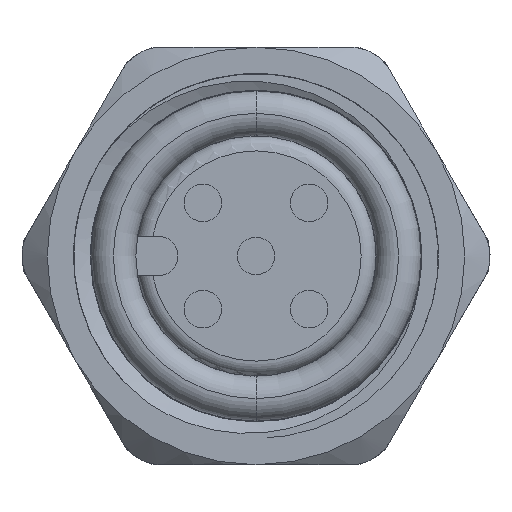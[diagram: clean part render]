
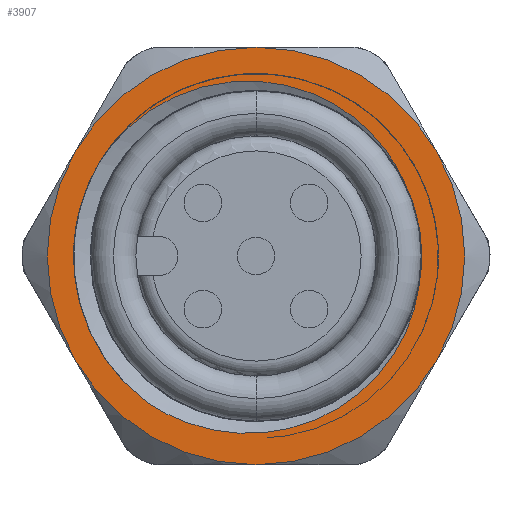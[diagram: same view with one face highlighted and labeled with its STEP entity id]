
A CAD part, left-side view. The second image highlights one B-rep face of the part: STEP entity #3907.
In plain terms, the highlighted planar face has unit normal (-1, 0, 0).
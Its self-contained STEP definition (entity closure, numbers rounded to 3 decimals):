
#361=CARTESIAN_POINT('',(0.,0.,0.));
#362=DIRECTION('',(1.,0.,0.));
#363=DIRECTION('',(0.,-0.866,-0.5));
#364=AXIS2_PLACEMENT_3D('',#361,#362,#363);
#366=CARTESIAN_POINT('',(0.,0.,0.));
#367=DIRECTION('',(1.,0.,0.));
#368=DIRECTION('',(0.,0.,-1.));
#369=AXIS2_PLACEMENT_3D('',#366,#367,#368);
#371=CARTESIAN_POINT('',(0.,0.,0.));
#372=DIRECTION('',(1.,0.,0.));
#373=DIRECTION('',(0.,0.866,0.5));
#374=AXIS2_PLACEMENT_3D('',#371,#372,#373);
#376=CARTESIAN_POINT('',(0.,0.,0.));
#377=DIRECTION('',(1.,0.,0.));
#378=DIRECTION('',(0.,0.,1.));
#379=AXIS2_PLACEMENT_3D('',#376,#377,#378);
#381=CARTESIAN_POINT('',(0.,-4.883,-3.616));
#382=CARTESIAN_POINT('',(0.,-4.748,-3.782));
#383=CARTESIAN_POINT('',(0.,-4.463,-4.097));
#384=CARTESIAN_POINT('',(0.,-3.987,-4.523));
#385=CARTESIAN_POINT('',(0.,-3.463,-4.9));
#386=CARTESIAN_POINT('',(0.,-2.885,-5.227));
#387=CARTESIAN_POINT('',(0.,-2.255,-5.495));
#388=CARTESIAN_POINT('',(0.,-1.579,-5.693));
#389=CARTESIAN_POINT('',(0.,-0.867,-5.811));
#390=CARTESIAN_POINT('',(0.,-0.114,-5.84));
#391=CARTESIAN_POINT('',(0.,0.648,-5.768));
#392=CARTESIAN_POINT('',(0.,1.385,-5.599));
#393=CARTESIAN_POINT('',(0.,2.076,-5.343));
#394=CARTESIAN_POINT('',(0.,2.712,-5.009));
#395=CARTESIAN_POINT('',(0.,3.277,-4.618));
#396=CARTESIAN_POINT('',(0.,3.777,-4.174));
#397=CARTESIAN_POINT('',(0.,4.218,-3.679));
#398=CARTESIAN_POINT('',(0.,4.599,-3.132));
#399=CARTESIAN_POINT('',(0.,4.806,-2.741));
#400=CARTESIAN_POINT('',(0.,4.899,-2.538));
#402=CARTESIAN_POINT('',(0.,-3.616,4.883));
#403=CARTESIAN_POINT('',(0.,-3.829,4.725));
#404=CARTESIAN_POINT('',(0.,-4.229,4.387));
#405=CARTESIAN_POINT('',(0.,-4.759,3.805));
#406=CARTESIAN_POINT('',(0.,-5.209,3.161));
#407=CARTESIAN_POINT('',(0.,-5.574,2.462));
#408=CARTESIAN_POINT('',(0.,-5.849,1.709));
#409=CARTESIAN_POINT('',(0.,-6.023,0.925));
#410=CARTESIAN_POINT('',(0.,-6.092,0.125));
#411=CARTESIAN_POINT('',(0.,-6.056,-0.674));
#412=CARTESIAN_POINT('',(0.,-5.914,-1.468));
#413=CARTESIAN_POINT('',(0.,-5.672,-2.226));
#414=CARTESIAN_POINT('',(0.,-5.335,-2.944));
#415=CARTESIAN_POINT('',(0.,-5.045,-3.397));
#416=CARTESIAN_POINT('',(0.,-4.883,-3.616));
#418=CARTESIAN_POINT('',(0.,5.426,1.));
#419=CARTESIAN_POINT('',(0.,5.402,1.178));
#420=CARTESIAN_POINT('',(0.,5.338,1.529));
#421=CARTESIAN_POINT('',(0.,5.191,2.046));
#422=CARTESIAN_POINT('',(0.,4.996,2.542));
#423=CARTESIAN_POINT('',(0.,4.755,3.018));
#424=CARTESIAN_POINT('',(0.,4.457,3.489));
#425=CARTESIAN_POINT('',(0.,4.085,3.962));
#426=CARTESIAN_POINT('',(0.,3.624,4.432));
#427=CARTESIAN_POINT('',(0.,3.073,4.873));
#428=CARTESIAN_POINT('',(0.,2.437,5.259));
#429=CARTESIAN_POINT('',(0.,1.771,5.554));
#430=CARTESIAN_POINT('',(0.,1.094,5.76));
#431=CARTESIAN_POINT('',(0.,0.403,5.882));
#432=CARTESIAN_POINT('',(0.,-0.302,5.921));
#433=CARTESIAN_POINT('',(0.,-1.006,5.875));
#434=CARTESIAN_POINT('',(0.,-1.7,5.747));
#435=CARTESIAN_POINT('',(0.,-2.373,5.539));
#436=CARTESIAN_POINT('',(0.,-3.018,5.252));
#437=CARTESIAN_POINT('',(0.,-3.421,5.014));
#438=CARTESIAN_POINT('',(0.,-3.616,4.883));
#450=CARTESIAN_POINT('',(0.,0.,0.));
#451=DIRECTION('',(-1.,0.,0.));
#452=DIRECTION('',(0.,-0.866,-0.5));
#453=AXIS2_PLACEMENT_3D('',#450,#451,#452);
#895=CARTESIAN_POINT('',(0.,0.,0.));
#896=DIRECTION('',(-1.,0.,0.));
#897=DIRECTION('',(0.,0.866,0.5));
#898=AXIS2_PLACEMENT_3D('',#895,#896,#897);
#1783=CARTESIAN_POINT('',(0.,0.,0.));
#1784=DIRECTION('',(1.,0.,0.));
#1785=DIRECTION('',(0.,0.888,-0.46));
#1786=AXIS2_PLACEMENT_3D('',#1783,#1784,#1785);
#3578=VERTEX_POINT('',#418);
#3579=VERTEX_POINT('',#438);
#3580=VERTEX_POINT('',#416);
#3581=VERTEX_POINT('',#400);
#3830=CARTESIAN_POINT('',(0.,-6.019,-3.475));
#3831=CARTESIAN_POINT('',(0.,0.,-6.95));
#3832=VERTEX_POINT('',#3830);
#3833=VERTEX_POINT('',#3831);
#3834=CARTESIAN_POINT('',(0.,6.019,-3.475));
#3835=VERTEX_POINT('',#3834);
#3836=CARTESIAN_POINT('',(0.,6.019,3.475));
#3837=CARTESIAN_POINT('',(0.,0.,6.95));
#3838=VERTEX_POINT('',#3836);
#3839=VERTEX_POINT('',#3837);
#3840=CARTESIAN_POINT('',(0.,-6.019,3.475));
#3841=VERTEX_POINT('',#3840);
#3878=CARTESIAN_POINT('',(0.,0.,0.));
#3879=DIRECTION('',(1.,0.,0.));
#3880=DIRECTION('',(0.,-1.,0.));
#3881=AXIS2_PLACEMENT_3D('',#3878,#3879,#3880);
#3882=PLANE('',#3881);
#3884=ORIENTED_EDGE('',*,*,#3883,.F.);
#3886=ORIENTED_EDGE('',*,*,#3885,.T.);
#3888=ORIENTED_EDGE('',*,*,#3887,.T.);
#3890=ORIENTED_EDGE('',*,*,#3889,.F.);
#3892=ORIENTED_EDGE('',*,*,#3891,.T.);
#3894=ORIENTED_EDGE('',*,*,#3893,.T.);
#3895=EDGE_LOOP('',(#3884,#3886,#3888,#3890,#3892,#3894));
#3896=FACE_OUTER_BOUND('',#3895,.F.);
#3898=ORIENTED_EDGE('',*,*,#3897,.F.);
#3900=ORIENTED_EDGE('',*,*,#3899,.F.);
#3902=ORIENTED_EDGE('',*,*,#3901,.F.);
#3904=ORIENTED_EDGE('',*,*,#3903,.F.);
#3905=EDGE_LOOP('',(#3898,#3900,#3902,#3904));
#3906=FACE_BOUND('',#3905,.F.);
#3907=ADVANCED_FACE('',(#3896,#3906),#3882,.F.);
#365=CIRCLE('',#364,6.95);
#370=CIRCLE('',#369,6.95);
#375=CIRCLE('',#374,6.95);
#380=CIRCLE('',#379,6.95);
#401=B_SPLINE_CURVE_WITH_KNOTS('',3,(#381,#382,#383,#384,#385,#386,#387,#388,
#389,#390,#391,#392,#393,#394,#395,#396,#397,#398,#399,#400),.UNSPECIFIED.,.F.,
.F.,(4,1,1,1,1,1,1,1,1,1,1,1,1,1,1,1,1,4),(0.,0.059,
0.118,0.176,0.235,0.294,
0.353,0.412,0.471,0.529,
0.588,0.647,0.706,0.765,
0.824,0.882,0.941,1.),.UNSPECIFIED.);
#417=B_SPLINE_CURVE_WITH_KNOTS('',3,(#402,#403,#404,#405,#406,#407,#408,#409,
#410,#411,#412,#413,#414,#415,#416),.UNSPECIFIED.,.F.,.F.,(4,1,1,1,1,1,1,1,1,1,
1,1,4),(0.,0.083,0.167,0.25,0.333,
0.417,0.5,0.583,0.667,0.75,
0.833,0.917,1.),.UNSPECIFIED.);
#439=B_SPLINE_CURVE_WITH_KNOTS('',3,(#418,#419,#420,#421,#422,#423,#424,#425,
#426,#427,#428,#429,#430,#431,#432,#433,#434,#435,#436,#437,#438),.UNSPECIFIED.,
.F.,.F.,(4,1,1,1,1,1,1,1,1,1,1,1,1,1,1,1,1,1,4),(0.,0.056,
0.111,0.167,0.222,0.278,
0.333,0.389,0.444,0.5,0.556,
0.611,0.667,0.722,0.778,
0.833,0.889,0.944,1.),.UNSPECIFIED.);
#454=CIRCLE('',#453,6.95);
#899=CIRCLE('',#898,6.95);
#1787=CIRCLE('',#1786,5.518);
#3883=EDGE_CURVE('',#3832,#3841,#454,.T.);
#3885=EDGE_CURVE('',#3832,#3833,#365,.T.);
#3887=EDGE_CURVE('',#3833,#3835,#370,.T.);
#3889=EDGE_CURVE('',#3838,#3835,#899,.T.);
#3891=EDGE_CURVE('',#3838,#3839,#375,.T.);
#3893=EDGE_CURVE('',#3839,#3841,#380,.T.);
#3897=EDGE_CURVE('',#3581,#3578,#1787,.T.);
#3899=EDGE_CURVE('',#3580,#3581,#401,.T.);
#3901=EDGE_CURVE('',#3579,#3580,#417,.T.);
#3903=EDGE_CURVE('',#3578,#3579,#439,.T.);
